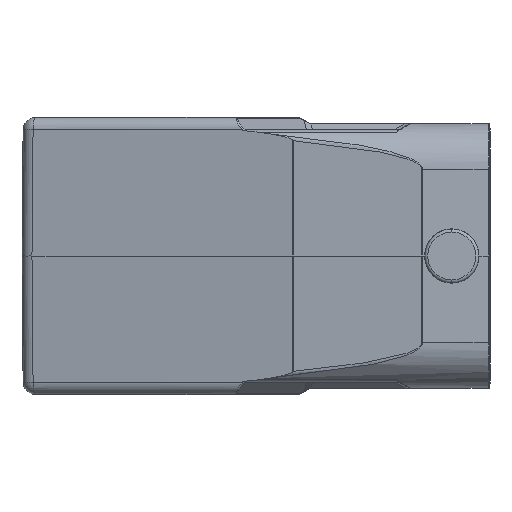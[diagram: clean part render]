
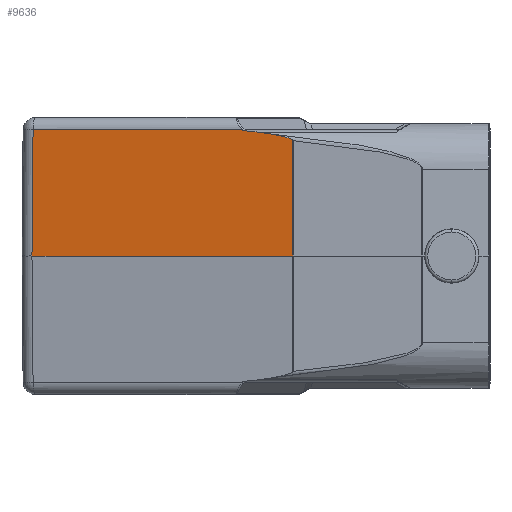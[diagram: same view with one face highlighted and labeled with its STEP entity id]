
A CAD part, left-side view. The second image highlights one B-rep face of the part: STEP entity #9636.
In plain terms, the highlighted planar face has unit normal (-0.982, 0.191, 0.009).
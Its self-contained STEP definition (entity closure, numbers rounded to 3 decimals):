
#143=DIRECTION('',(0.007,-0.009,1.));
#144=VECTOR('',#143,20.519);
#145=CARTESIAN_POINT('',(-36.514,42.382,
0.));
#146=LINE('',#145,#144);
#147=DIRECTION('',(-0.13,-0.634,-0.763));
#148=VECTOR('',#147,0.185);
#149=CARTESIAN_POINT('',(-42.957,8.295,20.517));
#150=LINE('',#149,#148);
#162=CARTESIAN_POINT('',(-43.44,5.83,20.136));
#163=CARTESIAN_POINT('',(-43.287,6.609,20.244));
#164=CARTESIAN_POINT('',(-43.134,7.393,20.32));
#165=CARTESIAN_POINT('',(-42.981,8.178,20.377));
#328=CARTESIAN_POINT('',(-43.861,3.676,19.818));
#329=CARTESIAN_POINT('',(-43.815,3.912,19.855));
#330=CARTESIAN_POINT('',(-43.724,4.38,19.928));
#331=CARTESIAN_POINT('',(-43.582,5.101,20.035));
#332=CARTESIAN_POINT('',(-43.487,5.586,20.103));
#333=CARTESIAN_POINT('',(-43.44,5.83,20.136));
#850=DIRECTION('',(0.191,0.982,0.));
#851=VECTOR('',#850,34.543);
#852=CARTESIAN_POINT('',(-42.957,8.295,20.517));
#853=LINE('',#852,#851);
#1198=DIRECTION('',(-0.191,-0.982,0.));
#1199=VECTOR('',#1198,43.124);
#1200=CARTESIAN_POINT('',(-36.514,42.382,
0.));
#1201=LINE('',#1200,#1199);
#1236=DIRECTION('',(0.009,-0.001,1.));
#1237=VECTOR('',#1236,18.832);
#1238=CARTESIAN_POINT('',(-44.742,0.05,
0.));
#1239=LINE('',#1238,#1237);
#1252=CARTESIAN_POINT('',(-44.58,0.023,
18.831));
#1253=CARTESIAN_POINT('',(-44.57,0.073,
18.886));
#1254=CARTESIAN_POINT('',(-44.543,0.206,
18.973));
#1255=CARTESIAN_POINT('',(-44.493,0.458,
19.084));
#1256=CARTESIAN_POINT('',(-44.425,0.804,
19.208));
#1257=CARTESIAN_POINT('',(-44.375,1.059,19.281));
#1258=CARTESIAN_POINT('',(-44.318,1.346,19.357));
#1259=CARTESIAN_POINT('',(-44.252,1.681,19.438));
#1260=CARTESIAN_POINT('',(-44.176,2.069,19.524));
#1261=CARTESIAN_POINT('',(-44.087,2.521,19.616));
#1262=CARTESIAN_POINT('',(-43.985,3.043,19.713));
#1263=CARTESIAN_POINT('',(-43.904,3.458,19.783));
#1264=CARTESIAN_POINT('',(-43.861,3.676,19.818));
#7984=VERTEX_POINT('',#162);
#7985=VERTEX_POINT('',#165);
#7986=VERTEX_POINT('',#328);
#7987=VERTEX_POINT('',#1252);
#7988=CARTESIAN_POINT('',(-44.742,0.05,
0.));
#7989=VERTEX_POINT('',#7988);
#7990=CARTESIAN_POINT('',(-36.514,42.382,
0.));
#7991=VERTEX_POINT('',#7990);
#7992=CARTESIAN_POINT('',(-36.366,42.203,20.517));
#7993=VERTEX_POINT('',#7992);
#7994=CARTESIAN_POINT('',(-42.957,8.295,20.517));
#7995=VERTEX_POINT('',#7994);
#9613=CARTESIAN_POINT('',(-46.119,-7.035,0.));
#9614=DIRECTION('',(-0.982,0.191,0.009));
#9615=DIRECTION('',(-0.191,-0.982,0.));
#9616=AXIS2_PLACEMENT_3D('',#9613,#9614,#9615);
#9617=PLANE('',#9616);
#9619=ORIENTED_EDGE('',*,*,#9618,.F.);
#9621=ORIENTED_EDGE('',*,*,#9620,.F.);
#9623=ORIENTED_EDGE('',*,*,#9622,.F.);
#9625=ORIENTED_EDGE('',*,*,#9624,.F.);
#9627=ORIENTED_EDGE('',*,*,#9626,.F.);
#9629=ORIENTED_EDGE('',*,*,#9628,.T.);
#9631=ORIENTED_EDGE('',*,*,#9630,.F.);
#9633=ORIENTED_EDGE('',*,*,#9632,.T.);
#9634=EDGE_LOOP('',(#9619,#9621,#9623,#9625,#9627,#9629,#9631,#9633));
#9635=FACE_OUTER_BOUND('',#9634,.F.);
#166=B_SPLINE_CURVE_WITH_KNOTS('',3,(#162,#163,#164,#165),.UNSPECIFIED.,.F.,.F.,
(4,4),(0.,1.),.UNSPECIFIED.);
#334=B_SPLINE_CURVE_WITH_KNOTS('',3,(#328,#329,#330,#331,#332,#333),
.UNSPECIFIED.,.F.,.F.,(4,1,1,4),(0.,0.333,0.667,1.),
.UNSPECIFIED.);
#1265=B_SPLINE_CURVE_WITH_KNOTS('',3,(#1252,#1253,#1254,#1255,#1256,#1257,#1258,
#1259,#1260,#1261,#1262,#1263,#1264),.UNSPECIFIED.,.F.,.F.,(4,1,1,1,1,1,1,1,1,1,
4),(0.,0.1,0.2,0.3,0.4,0.5,0.6,0.7,0.8,0.9,1.),
.UNSPECIFIED.);
#9618=EDGE_CURVE('',#7984,#7985,#166,.T.);
#9620=EDGE_CURVE('',#7986,#7984,#334,.T.);
#9622=EDGE_CURVE('',#7987,#7986,#1265,.T.);
#9624=EDGE_CURVE('',#7989,#7987,#1239,.T.);
#9626=EDGE_CURVE('',#7991,#7989,#1201,.T.);
#9628=EDGE_CURVE('',#7991,#7993,#146,.T.);
#9630=EDGE_CURVE('',#7995,#7993,#853,.T.);
#9632=EDGE_CURVE('',#7995,#7985,#150,.T.);
#9636=ADVANCED_FACE('',(#9635),#9617,.T.);
